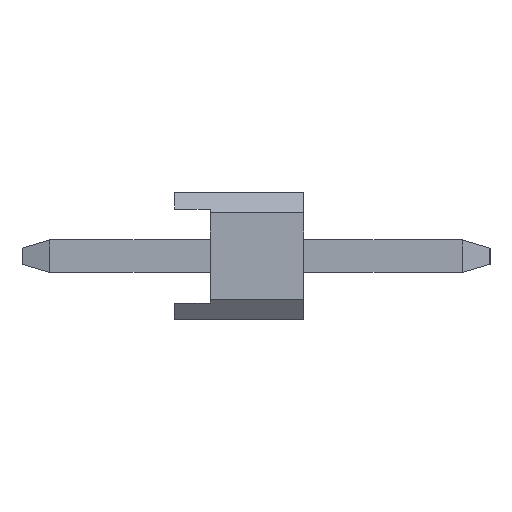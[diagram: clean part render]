
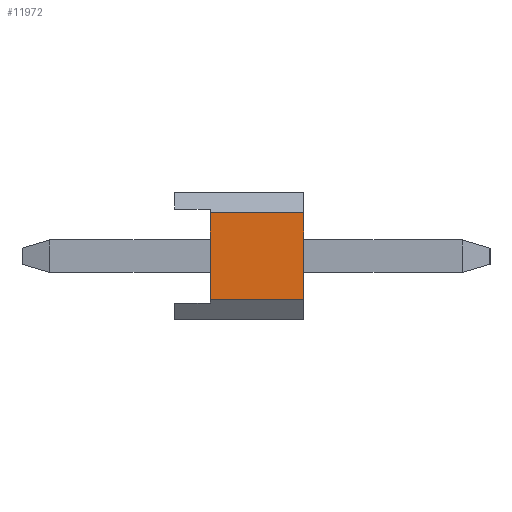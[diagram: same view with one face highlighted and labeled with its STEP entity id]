
A CAD part, left-side view. The second image highlights one B-rep face of the part: STEP entity #11972.
In plain terms, the highlighted planar face has unit normal (-1, 0, 0).
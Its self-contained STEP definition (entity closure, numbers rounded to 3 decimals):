
#5608=EDGE_CURVE('',#9912,#12050,#14645,.T.);
#7104=EDGE_CURVE('',#8682,#9912,#16296,.T.);
#8606=EDGE_CURVE('',#9990,#12050,#17938,.T.);
#8682=VERTEX_POINT('',#18023);
#9584=EDGE_CURVE('',#9990,#8682,#19022,.T.);
#9912=VERTEX_POINT('',#19380);
#9990=VERTEX_POINT('',#19464);
#11972=ADVANCED_FACE('',(#21677),#21678,.T.);
#12050=VERTEX_POINT('',#21765);
#14645=LINE('',#25067,#25068);
#16296=LINE('',#27418,#27419);
#17938=LINE('',#29838,#29839);
#18023=CARTESIAN_POINT('',(-36.73,-0.7,-0.851));
#19022=LINE('',#31368,#31369);
#19380=CARTESIAN_POINT('',(-36.73,-2.54,-0.851));
#19464=CARTESIAN_POINT('',(-36.73,-0.7,0.851));
#21677=FACE_OUTER_BOUND('',#35232,.T.);
#21678=PLANE('',#35233);
#21765=CARTESIAN_POINT('',(-36.73,-2.54,0.851));
#25067=CARTESIAN_POINT('',(-36.73,-2.54,0.851));
#25068=VECTOR('',#38667,1.0);
#27418=CARTESIAN_POINT('',(-36.73,0.,-0.851));
#27419=VECTOR('',#40299,1.0);
#29838=CARTESIAN_POINT('',(-36.73,0.,0.851));
#29839=VECTOR('',#41854,1.0);
#31368=CARTESIAN_POINT('',(-36.73,-0.7,-0.426));
#31369=VECTOR('',#42953,1.0);
#35232=EDGE_LOOP('',(#45973,#45974,#45975,#45976));
#35233=AXIS2_PLACEMENT_3D('',#45977,#45978,#45979);
#38667=DIRECTION('',(0.0,0.,1.0));
#40299=DIRECTION('',(0.0,-1.0,0.));
#41854=DIRECTION('',(0.0,-1.0,0.));
#42953=DIRECTION('',(0.0,0.,-1.0));
#45973=ORIENTED_EDGE('',*,*,#9584,.T.);
#45974=ORIENTED_EDGE('',*,*,#7104,.T.);
#45975=ORIENTED_EDGE('',*,*,#5608,.T.);
#45976=ORIENTED_EDGE('',*,*,#8606,.F.);
#45977=CARTESIAN_POINT('',(-36.73,0.,-0.851));
#45978=DIRECTION('',(-1.0,0.0,0.0));
#45979=DIRECTION('',(0.0,0.,-1.0));
